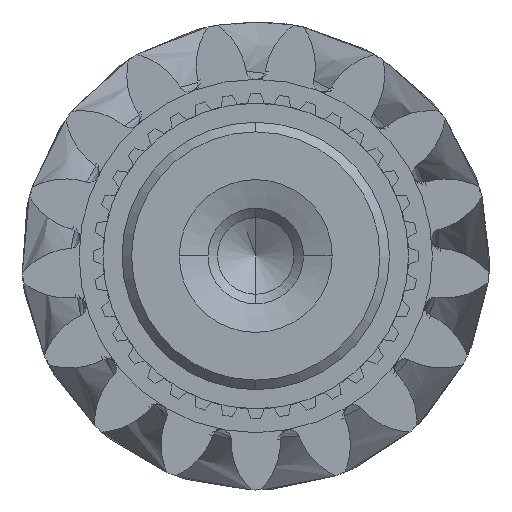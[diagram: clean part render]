
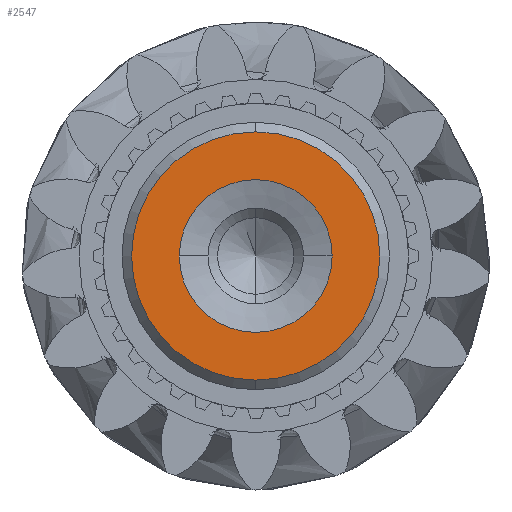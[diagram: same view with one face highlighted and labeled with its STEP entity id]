
A CAD part, left-side view. The second image highlights one B-rep face of the part: STEP entity #2547.
In plain terms, the highlighted planar face has unit normal (-1, 0, 0).
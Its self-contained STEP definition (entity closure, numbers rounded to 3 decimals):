
#2547=ADVANCED_FACE('0:4461',(#5107,#5108),#5109,.T.);
#5107=FACE_BOUND('',#10176,.T.);
#5108=FACE_OUTER_BOUND('',#10177,.T.);
#5109=PLANE('',#10178);
#10176=EDGE_LOOP('',(#18003,#18004));
#10177=EDGE_LOOP('',(#18005,#18006));
#10178=AXIS2_PLACEMENT_3D('',#18007,#18008,#18009);
#18003=ORIENTED_EDGE('',*,*,#19655,.T.);
#18004=ORIENTED_EDGE('',*,*,#20114,.T.);
#18005=ORIENTED_EDGE('',*,*,#21741,.F.);
#18006=ORIENTED_EDGE('',*,*,#20388,.F.);
#18007=CARTESIAN_POINT('',(-243.5,0.,7.0));
#18008=DIRECTION('',(-1.0,0.,0.0));
#18009=DIRECTION('',(0.0,0.0,1.0));
#19655=EDGE_CURVE('0:8055',#23801,#23807,#23809,.T.);
#20114=EDGE_CURVE('',#23807,#23801,#24538,.T.);
#20388=EDGE_CURVE('',#24934,#24932,#24936,.T.);
#21741=EDGE_CURVE('0:7029',#24932,#24934,#26691,.T.);
#23801=VERTEX_POINT('',#29981);
#23807=VERTEX_POINT('',#29988);
#23809=CIRCLE('',#29991,8.0);
#24538=CIRCLE('',#31169,8.0);
#24932=VERTEX_POINT('',#31842);
#24934=VERTEX_POINT('',#31845);
#24936=CIRCLE('',#31848,13.0);
#26691=CIRCLE('',#34829,13.0);
#29981=CARTESIAN_POINT('',(-243.5,-8.,0.));
#29988=CARTESIAN_POINT('',(-243.5,8.,0.));
#29991=AXIS2_PLACEMENT_3D('',#36433,#36434,#36435);
#31169=AXIS2_PLACEMENT_3D('',#36978,#36979,#36980);
#31842=CARTESIAN_POINT('',(-243.5,0.,-13.0));
#31845=CARTESIAN_POINT('',(-243.5,0.,13.0));
#31848=AXIS2_PLACEMENT_3D('',#37213,#37214,#37215);
#34829=AXIS2_PLACEMENT_3D('',#38388,#38389,#38390);
#36433=CARTESIAN_POINT('',(-243.5,0.,0.));
#36434=DIRECTION('',(1.0,0.,0.0));
#36435=DIRECTION('',(0.,-1.0,0.0));
#36978=CARTESIAN_POINT('',(-243.5,0.,0.));
#36979=DIRECTION('',(1.0,0.,0.0));
#36980=DIRECTION('',(0.,-1.0,0.0));
#37213=CARTESIAN_POINT('',(-243.5,0.,0.));
#37214=DIRECTION('',(1.0,0.,0.0));
#37215=DIRECTION('',(0.0,0.0,-1.0));
#38388=CARTESIAN_POINT('',(-243.5,0.,0.));
#38389=DIRECTION('',(1.0,0.,0.0));
#38390=DIRECTION('',(0.0,0.0,-1.0));
